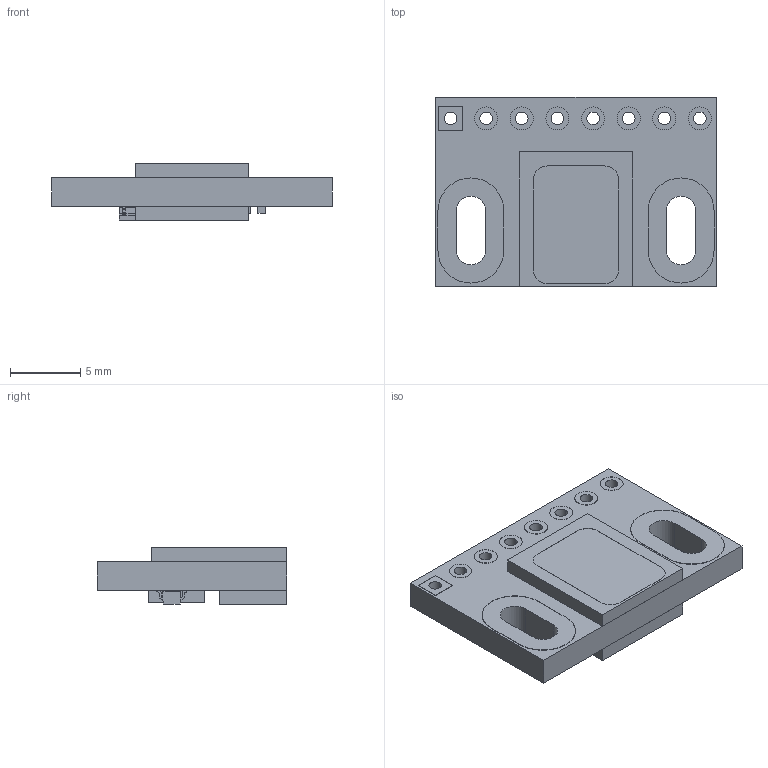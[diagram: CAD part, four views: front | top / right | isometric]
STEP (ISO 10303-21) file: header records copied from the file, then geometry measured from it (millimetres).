
FILE_DESCRIPTION (( 'STEP AP214' ), '1' );
FILE_NAME ('RLC2IC-3D.STEP', '2015-05-06T08:27:49', ( '' ), ( '' ), 'SwSTEP 2.0', 'SolidWorks 2013', '' );
FILE_SCHEMA (( 'AUTOMOTIVE_DESIGN' ));
Length unit declared in the file: millimetre
Products named in the file (1): RLC2IC-3D
Bounding box: 20 x 13.5 x 4 mm (x, y, z)
Volume: 629 mm3; surface area: 821.3 mm2
Topology: 1 solids, 1 shells, 278 faces, 730 edges, 480 vertices
Faces by surface type: plane 214, cylinder 64
Entity records: 9001 total; most frequent: CARTESIAN_POINT 1489, ORIENTED_EDGE 1460, DIRECTION 1416, EDGE_CURVE 730, LINE 602, VECTOR 602, VERTEX_POINT 480, AXIS2_PLACEMENT_3D 407
